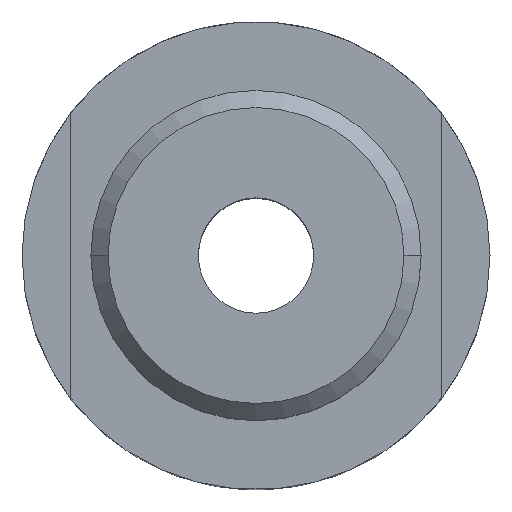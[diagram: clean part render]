
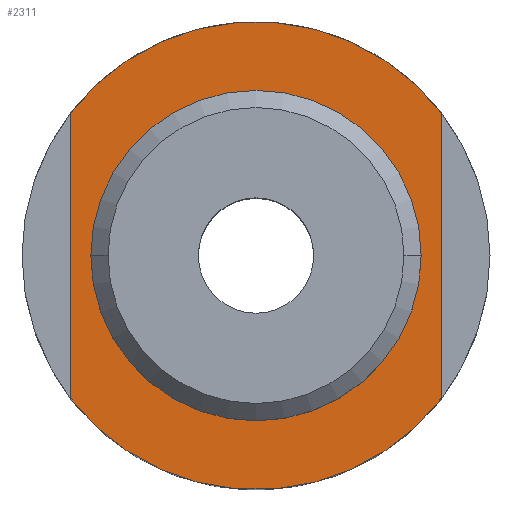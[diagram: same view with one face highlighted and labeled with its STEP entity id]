
A CAD part, top view. The second image highlights one B-rep face of the part: STEP entity #2311.
In plain terms, the highlighted planar face has unit normal (0, 0, 1).
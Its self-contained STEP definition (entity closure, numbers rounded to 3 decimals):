
#957=EDGE_CURVE('',#2287,#1353,#2598,.T.);
#1149=EDGE_CURVE('',#1397,#2287,#2816,.T.);
#1315=VERTEX_POINT('',#3006);
#1353=VERTEX_POINT('',#3049);
#1397=VERTEX_POINT('',#3099);
#1597=EDGE_CURVE('',#1971,#1315,#3324,.T.);
#1689=EDGE_CURVE('',#1315,#1971,#3429,.T.);
#1883=EDGE_CURVE('',#1353,#1959,#3643,.T.);
#1937=EDGE_CURVE('',#1959,#1397,#3709,.T.);
#1959=VERTEX_POINT('',#3732);
#1971=VERTEX_POINT('',#3744);
#2287=VERTEX_POINT('',#4099);
#2311=ADVANCED_FACE('',(#4124,#4125),#4126,.T.);
#2598=CIRCLE('',#4456,17.);
#2816=LINE('',#4729,#4730);
#3006=CARTESIAN_POINT('',(-12.,0.,12.0));
#3049=CARTESIAN_POINT('',(13.5,-10.332,12.0));
#3099=CARTESIAN_POINT('',(-13.5,10.332,12.0));
#3324=CIRCLE('',#5381,12.);
#3429=CIRCLE('',#5518,12.);
#3643=LINE('',#5799,#5800);
#3709=CIRCLE('',#5875,17.);
#3732=CARTESIAN_POINT('',(13.5,10.332,12.0));
#3744=CARTESIAN_POINT('',(12.,0.,12.0));
#4099=CARTESIAN_POINT('',(-13.5,-10.332,12.0));
#4124=FACE_OUTER_BOUND('',#6417,.T.);
#4125=FACE_BOUND('',#6418,.T.);
#4126=PLANE('',#6419);
#4456=AXIS2_PLACEMENT_3D('',#6806,#6807,#6808);
#4729=CARTESIAN_POINT('',(-13.5,-5.166,12.0));
#4730=VECTOR('',#7123,1.0);
#5381=AXIS2_PLACEMENT_3D('',#7831,#7832,#7833);
#5518=AXIS2_PLACEMENT_3D('',#7971,#7972,#7973);
#5799=CARTESIAN_POINT('',(13.5,5.166,12.0));
#5800=VECTOR('',#8261,1.0);
#5875=AXIS2_PLACEMENT_3D('',#8376,#8377,#8378);
#6417=EDGE_LOOP('',(#8948,#8949,#8950,#8951));
#6418=EDGE_LOOP('',(#8952,#8953));
#6419=AXIS2_PLACEMENT_3D('',#8954,#8955,#8956);
#6806=CARTESIAN_POINT('',(0.0,0.,12.0));
#6807=DIRECTION('',(0.0,0.0,1.0));
#6808=DIRECTION('',(-1.0,0.,0.0));
#7123=DIRECTION('',(0.0,-1.0,0.0));
#7831=CARTESIAN_POINT('',(0.0,0.,12.0));
#7832=DIRECTION('',(0.0,0.0,1.0));
#7833=DIRECTION('',(-1.0,0.,0.0));
#7971=CARTESIAN_POINT('',(0.0,0.,12.0));
#7972=DIRECTION('',(0.0,0.0,1.0));
#7973=DIRECTION('',(-1.0,0.,0.0));
#8261=DIRECTION('',(0.0,1.0,0.0));
#8376=CARTESIAN_POINT('',(0.0,0.,12.0));
#8377=DIRECTION('',(0.0,0.0,1.0));
#8378=DIRECTION('',(-1.0,0.,0.0));
#8948=ORIENTED_EDGE('',*,*,#1149,.T.);
#8949=ORIENTED_EDGE('',*,*,#957,.T.);
#8950=ORIENTED_EDGE('',*,*,#1883,.T.);
#8951=ORIENTED_EDGE('',*,*,#1937,.T.);
#8952=ORIENTED_EDGE('',*,*,#1689,.F.);
#8953=ORIENTED_EDGE('',*,*,#1597,.F.);
#8954=CARTESIAN_POINT('',(-14.5,0.,12.0));
#8955=DIRECTION('',(0.0,0.0,1.0));
#8956=DIRECTION('',(-1.0,0.,0.0));
